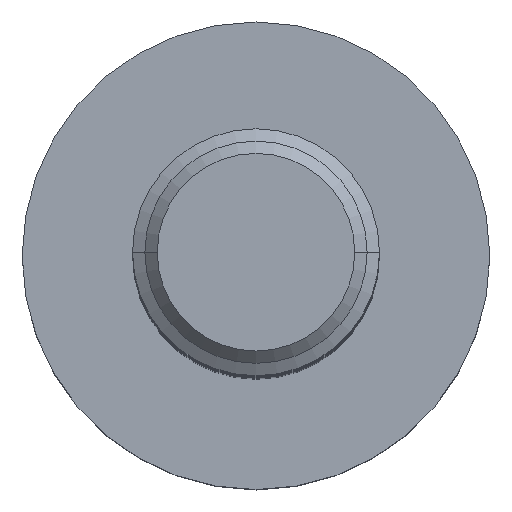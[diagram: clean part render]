
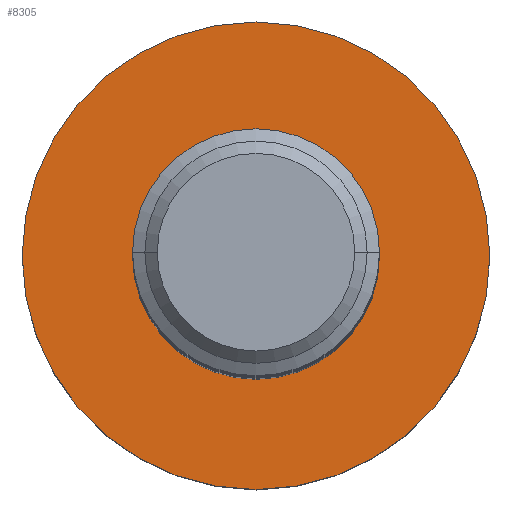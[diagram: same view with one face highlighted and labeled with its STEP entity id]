
A CAD part, top view. The second image highlights one B-rep face of the part: STEP entity #8305.
In plain terms, the highlighted planar face has unit normal (0, 0, 1).
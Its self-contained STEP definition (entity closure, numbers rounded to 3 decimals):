
#972 = DIRECTION ( 'NONE',  ( 0., 1., 0. ) ) ;
#973 = DIRECTION ( 'NONE',  ( 0., 0., -1. ) ) ;
#974 = CARTESIAN_POINT ( 'NONE',  ( 0., 0., 0. ) ) ;
#975 = AXIS2_PLACEMENT_3D ( 'NONE', #974, #973, #972 ) ;
#976 = CIRCLE ( 'NONE', #975, 2.84 ) ;
#1062 = CARTESIAN_POINT ( 'NONE',  ( 0., -2.84, 0. ) ) ;
#1104 = CARTESIAN_POINT ( 'NONE',  ( 0., 2.84, 0. ) ) ;
#1644 = DIRECTION ( 'NONE',  ( 0., 0., -1. ) ) ;
#1645 = CARTESIAN_POINT ( 'NONE',  ( 0., 0., 0. ) ) ;
#1713 = DIRECTION ( 'NONE',  ( 0., 1., 0. ) ) ;
#1751 = AXIS2_PLACEMENT_3D ( 'NONE', #1645, #1644, #1713 ) ;
#1752 = CIRCLE ( 'NONE', #1751, 2.84 ) ;
#2193 = DIRECTION ( 'NONE',  ( 0., 0., -1. ) ) ;
#2194 = CARTESIAN_POINT ( 'NONE',  ( 0., 0., 0. ) ) ;
#2227 = AXIS2_PLACEMENT_3D ( 'NONE', #2194, #2193, #2309 ) ;
#2228 = PLANE ( 'NONE',  #2227 ) ;
#2309 = DIRECTION ( 'NONE',  ( 0., 1., 0. ) ) ;
#2311 = FACE_BOUND ( 'NONE', #7872, .T. ) ;
#2312 = FACE_OUTER_BOUND ( 'NONE', #8280, .T. ) ;
#2770 = VERTEX_POINT ( 'NONE', #8673 ) ;
#2778 = EDGE_CURVE ( 'NONE', #2770, #2805, #8874, .T. ) ;
#2805 = VERTEX_POINT ( 'NONE', #8909 ) ;
#3145 = EDGE_CURVE ( 'NONE', #2805, #2770, #9549, .T. ) ;
#7872 = EDGE_LOOP ( 'NONE', ( #7887, #7977 ) ) ;
#7887 = ORIENTED_EDGE ( 'NONE', *, *, #3145, .T. ) ;
#7898 = EDGE_CURVE ( 'NONE', #10673, #10656, #1752, .T. ) ;
#7977 = ORIENTED_EDGE ( 'NONE', *, *, #2778, .T. ) ;
#8211 = ORIENTED_EDGE ( 'NONE', *, *, #10639, .F. ) ;
#8212 = ORIENTED_EDGE ( 'NONE', *, *, #7898, .F. ) ;
#8280 = EDGE_LOOP ( 'NONE', ( #8211, #8212 ) ) ;
#8305 = ADVANCED_FACE ( 'NONE', ( #2312, #2311 ), #2228, .F. ) ;
#8673 = CARTESIAN_POINT ( 'NONE',  ( 0., 1.5, 0. ) ) ;
#8873 = AXIS2_PLACEMENT_3D ( 'NONE', #8892, #8891, #8890 ) ;
#8874 = CIRCLE ( 'NONE', #8873, 1.5 ) ;
#8890 = DIRECTION ( 'NONE',  ( 0., 1., 0. ) ) ;
#8891 = DIRECTION ( 'NONE',  ( 0., 0., -1. ) ) ;
#8892 = CARTESIAN_POINT ( 'NONE',  ( 0., 0., 0. ) ) ;
#8909 = CARTESIAN_POINT ( 'NONE',  ( 0., -1.5, 0. ) ) ;
#9545 = DIRECTION ( 'NONE',  ( 0., 1., 0. ) ) ;
#9546 = DIRECTION ( 'NONE',  ( 0., 0., -1. ) ) ;
#9547 = CARTESIAN_POINT ( 'NONE',  ( 0., 0., 0. ) ) ;
#9548 = AXIS2_PLACEMENT_3D ( 'NONE', #9547, #9546, #9545 ) ;
#9549 = CIRCLE ( 'NONE', #9548, 1.5 ) ;
#10639 = EDGE_CURVE ( 'NONE', #10656, #10673, #976, .T. ) ;
#10656 = VERTEX_POINT ( 'NONE', #1104 ) ;
#10673 = VERTEX_POINT ( 'NONE', #1062 ) ;
